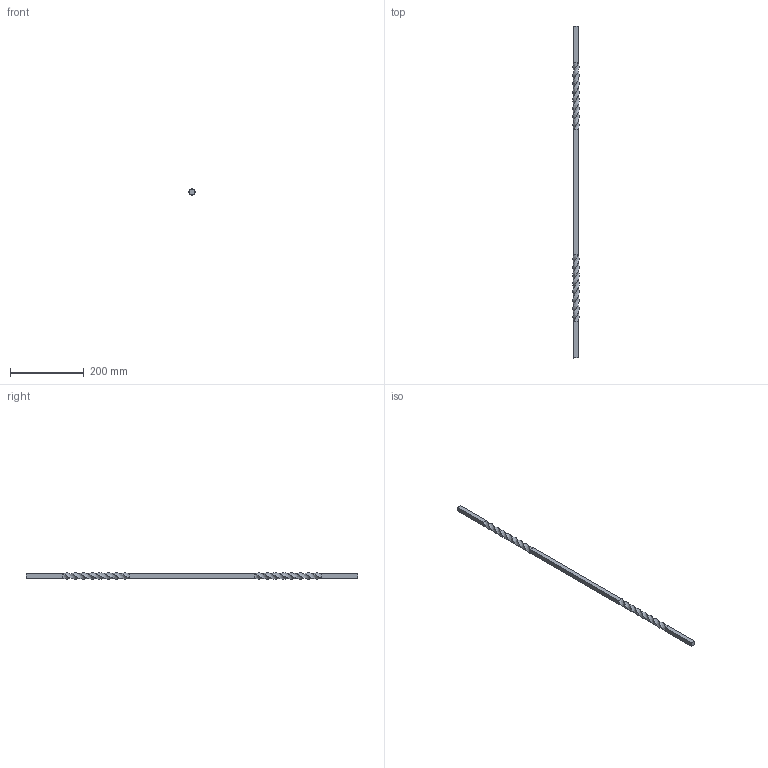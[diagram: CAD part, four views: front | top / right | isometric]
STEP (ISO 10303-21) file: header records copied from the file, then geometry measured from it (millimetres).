
FILE_DESCRIPTION (( 'STEP AP203' ), '1' );
FILE_NAME ('1101.step', '2023-05-12T11:40:22', ( '' ), ( '' ), 'SwSTEP 2.0', 'SolidWorks 2018', '' );
FILE_SCHEMA (( 'CONFIG_CONTROL_DESIGN' ));
Length unit declared in the file: millimetre
Products named in the file (1): 1101
Bounding box: 17.02 x 900 x 17.02 mm (x, y, z)
Volume: 129497.9 mm3; surface area: 43972.3 mm2
Topology: 1 solids, 1 shells, 210 faces, 557 edges, 366 vertices
Faces by surface type: plane 125, bspline 85
Entity records: 10768 total; most frequent: CARTESIAN_POINT 6051, ORIENTED_EDGE 1114, DIRECTION 647, EDGE_CURVE 557, VECTOR 395, LINE 395, VERTEX_POINT 366, EDGE_LOOP 227
